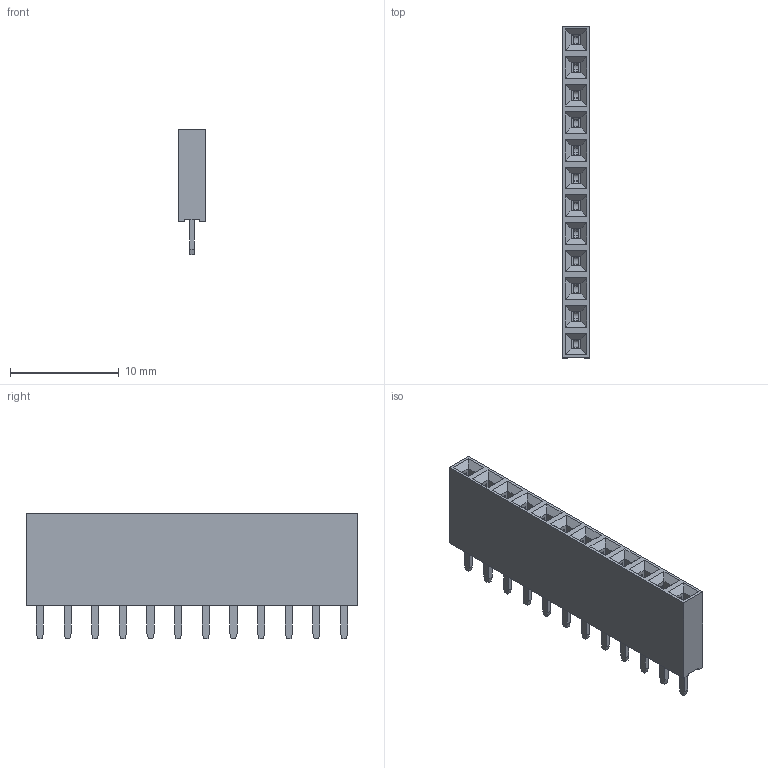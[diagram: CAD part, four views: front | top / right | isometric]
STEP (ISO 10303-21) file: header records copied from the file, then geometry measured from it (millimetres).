
FILE_DESCRIPTION(('FreeCAD Model'),'2;1');
FILE_NAME('Open CASCADE Shape Model','2023-05-12T03:16:27',( 'kicad StepUp'),('ksu MCAD'),'Open CASCADE STEP processor 7.6', 'FreeCAD','Unknown');
FILE_SCHEMA(('AUTOMOTIVE_DESIGN { 1 0 10303 214 1 1 1 1 }'));
Length unit declared in the file: millimetre
Products named in the file (14): Female_Header_1x12_P2.54_H8.5_straight; Pin_One011; Epoxy_Body011; Body090; Body091; Body092; Body093; Body094; Body095; Body096; Body097; Body098; Body087; Body099
Assembly tree (13 placements, depth 2):
  Female_Header_1x12_P2.54_H8.5_straight
    Pin_One011
    Epoxy_Body011
    Body090
    Body091
    Body092
    Body093
    Body094
    Body095
    Body096
    Body097
    Body098
    Body087
    Body099
Bounding box: 2.5 x 30.48 x 11.5 mm (x, y, z)
Volume: 560.5 mm3; surface area: 1650 mm2
Topology: 13 solids, 13 shells, 492 faces, 1374 edges, 908 vertices
Faces by surface type: plane 358, cylinder 86, bspline 48
Entity records: 15975 total; most frequent: CARTESIAN_POINT 2980, ORIENTED_EDGE 2748, DIRECTION 2438, EDGE_CURVE 1374, LINE 1130, VECTOR 1130, VERTEX_POINT 908, AXIS2_PLACEMENT_3D 654
